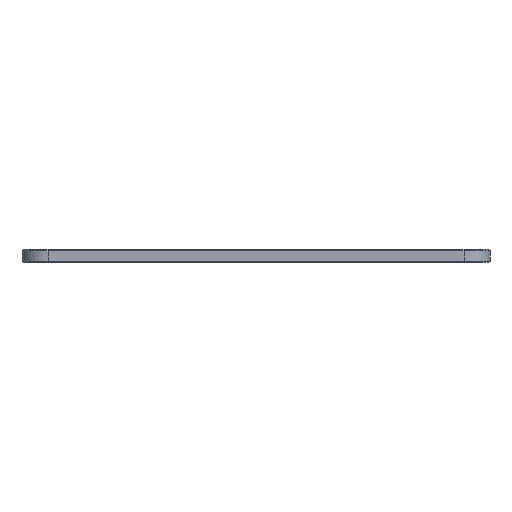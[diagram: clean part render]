
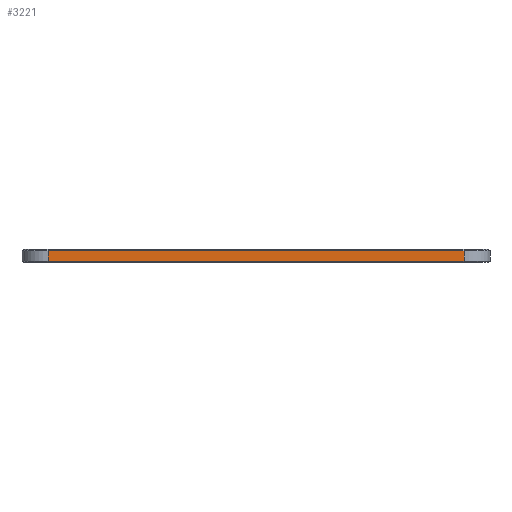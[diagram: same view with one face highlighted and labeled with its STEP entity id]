
A CAD part, front view. The second image highlights one B-rep face of the part: STEP entity #3221.
In plain terms, the highlighted planar face has unit normal (0, -1, 0).
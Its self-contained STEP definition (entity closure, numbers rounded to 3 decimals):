
#158 = PLANE('',#159);
#159 = AXIS2_PLACEMENT_3D('',#160,#161,#162);
#160 = CARTESIAN_POINT('',(0.,-6.1,0.15));
#161 = DIRECTION('',(0.,-0.707,-0.707));
#162 = DIRECTION('',(-1.,-0.,-0.));
#1251 = VERTEX_POINT('',#1252);
#1252 = CARTESIAN_POINT('',(100.,-6.25,0.3));
#1288 = CYLINDRICAL_SURFACE('',#1289,6.25);
#1289 = AXIS2_PLACEMENT_3D('',#1290,#1291,#1292);
#1290 = CARTESIAN_POINT('',(100.,0.,0.));
#1291 = DIRECTION('',(-0.,-0.,-1.));
#1292 = DIRECTION('',(1.,0.,0.));
#1360 = VERTEX_POINT('',#1361);
#1361 = CARTESIAN_POINT('',(0.,-6.25,0.3));
#1382 = EDGE_CURVE('',#1360,#1251,#1383,.T.);
#1383 = SURFACE_CURVE('',#1384,(#1388,#1395),.PCURVE_S1.);
#1384 = LINE('',#1385,#1386);
#1385 = CARTESIAN_POINT('',(0.,-6.25,0.3));
#1386 = VECTOR('',#1387,1.);
#1387 = DIRECTION('',(1.,0.,0.));
#1388 = PCURVE('',#158,#1389);
#1389 = DEFINITIONAL_REPRESENTATION('',(#1390),#1394);
#1390 = LINE('',#1391,#1392);
#1391 = CARTESIAN_POINT('',(-0.,-0.212));
#1392 = VECTOR('',#1393,1.);
#1393 = DIRECTION('',(-1.,0.));
#1394 = ( GEOMETRIC_REPRESENTATION_CONTEXT(2) 
PARAMETRIC_REPRESENTATION_CONTEXT() REPRESENTATION_CONTEXT('2D SPACE',''
  ) );
#1395 = PCURVE('',#1396,#1401);
#1396 = PLANE('',#1397);
#1397 = AXIS2_PLACEMENT_3D('',#1398,#1399,#1400);
#1398 = CARTESIAN_POINT('',(0.,-6.25,0.));
#1399 = DIRECTION('',(0.,1.,0.));
#1400 = DIRECTION('',(1.,0.,0.));
#1401 = DEFINITIONAL_REPRESENTATION('',(#1402),#1406);
#1402 = LINE('',#1403,#1404);
#1403 = CARTESIAN_POINT('',(0.,-0.3));
#1404 = VECTOR('',#1405,1.);
#1405 = DIRECTION('',(1.,0.));
#1406 = ( GEOMETRIC_REPRESENTATION_CONTEXT(2) 
PARAMETRIC_REPRESENTATION_CONTEXT() REPRESENTATION_CONTEXT('2D SPACE',''
  ) );
#1429 = CYLINDRICAL_SURFACE('',#1430,6.25);
#1430 = AXIS2_PLACEMENT_3D('',#1431,#1432,#1433);
#1431 = CARTESIAN_POINT('',(0.,0.,0.));
#1432 = DIRECTION('',(-0.,-0.,-1.));
#1433 = DIRECTION('',(1.,0.,0.));
#3116 = EDGE_CURVE('',#1251,#3117,#3119,.T.);
#3117 = VERTEX_POINT('',#3118);
#3118 = CARTESIAN_POINT('',(100.,-6.25,2.825));
#3119 = SURFACE_CURVE('',#3120,(#3124,#3131),.PCURVE_S1.);
#3120 = LINE('',#3121,#3122);
#3121 = CARTESIAN_POINT('',(100.,-6.25,0.));
#3122 = VECTOR('',#3123,1.);
#3123 = DIRECTION('',(0.,0.,1.));
#3124 = PCURVE('',#1288,#3125);
#3125 = DEFINITIONAL_REPRESENTATION('',(#3126),#3130);
#3126 = LINE('',#3127,#3128);
#3127 = CARTESIAN_POINT('',(-4.712,0.));
#3128 = VECTOR('',#3129,1.);
#3129 = DIRECTION('',(-0.,-1.));
#3130 = ( GEOMETRIC_REPRESENTATION_CONTEXT(2) 
PARAMETRIC_REPRESENTATION_CONTEXT() REPRESENTATION_CONTEXT('2D SPACE',''
  ) );
#3131 = PCURVE('',#1396,#3132);
#3132 = DEFINITIONAL_REPRESENTATION('',(#3133),#3137);
#3133 = LINE('',#3134,#3135);
#3134 = CARTESIAN_POINT('',(100.,0.));
#3135 = VECTOR('',#3136,1.);
#3136 = DIRECTION('',(0.,-1.));
#3137 = ( GEOMETRIC_REPRESENTATION_CONTEXT(2) 
PARAMETRIC_REPRESENTATION_CONTEXT() REPRESENTATION_CONTEXT('2D SPACE',''
  ) );
#3221 = ADVANCED_FACE('',(#3222),#1396,.F.);
#3222 = FACE_BOUND('',#3223,.F.);
#3223 = EDGE_LOOP('',(#3224,#3247,#3273,#3274));
#3224 = ORIENTED_EDGE('',*,*,#3225,.T.);
#3225 = EDGE_CURVE('',#1360,#3226,#3228,.T.);
#3226 = VERTEX_POINT('',#3227);
#3227 = CARTESIAN_POINT('',(0.,-6.25,2.825));
#3228 = SURFACE_CURVE('',#3229,(#3233,#3240),.PCURVE_S1.);
#3229 = LINE('',#3230,#3231);
#3230 = CARTESIAN_POINT('',(0.,-6.25,0.));
#3231 = VECTOR('',#3232,1.);
#3232 = DIRECTION('',(0.,0.,1.));
#3233 = PCURVE('',#1396,#3234);
#3234 = DEFINITIONAL_REPRESENTATION('',(#3235),#3239);
#3235 = LINE('',#3236,#3237);
#3236 = CARTESIAN_POINT('',(0.,0.));
#3237 = VECTOR('',#3238,1.);
#3238 = DIRECTION('',(0.,-1.));
#3239 = ( GEOMETRIC_REPRESENTATION_CONTEXT(2) 
PARAMETRIC_REPRESENTATION_CONTEXT() REPRESENTATION_CONTEXT('2D SPACE',''
  ) );
#3240 = PCURVE('',#1429,#3241);
#3241 = DEFINITIONAL_REPRESENTATION('',(#3242),#3246);
#3242 = LINE('',#3243,#3244);
#3243 = CARTESIAN_POINT('',(-4.712,0.));
#3244 = VECTOR('',#3245,1.);
#3245 = DIRECTION('',(-0.,-1.));
#3246 = ( GEOMETRIC_REPRESENTATION_CONTEXT(2) 
PARAMETRIC_REPRESENTATION_CONTEXT() REPRESENTATION_CONTEXT('2D SPACE',''
  ) );
#3247 = ORIENTED_EDGE('',*,*,#3248,.T.);
#3248 = EDGE_CURVE('',#3226,#3117,#3249,.T.);
#3249 = SURFACE_CURVE('',#3250,(#3254,#3261),.PCURVE_S1.);
#3250 = LINE('',#3251,#3252);
#3251 = CARTESIAN_POINT('',(0.,-6.25,2.825));
#3252 = VECTOR('',#3253,1.);
#3253 = DIRECTION('',(1.,0.,0.));
#3254 = PCURVE('',#1396,#3255);
#3255 = DEFINITIONAL_REPRESENTATION('',(#3256),#3260);
#3256 = LINE('',#3257,#3258);
#3257 = CARTESIAN_POINT('',(0.,-2.825));
#3258 = VECTOR('',#3259,1.);
#3259 = DIRECTION('',(1.,0.));
#3260 = ( GEOMETRIC_REPRESENTATION_CONTEXT(2) 
PARAMETRIC_REPRESENTATION_CONTEXT() REPRESENTATION_CONTEXT('2D SPACE',''
  ) );
#3261 = PCURVE('',#3262,#3267);
#3262 = PLANE('',#3263);
#3263 = AXIS2_PLACEMENT_3D('',#3264,#3265,#3266);
#3264 = CARTESIAN_POINT('',(0.,-6.1,2.975));
#3265 = DIRECTION('',(0.,0.707,-0.707));
#3266 = DIRECTION('',(-1.,-0.,-0.));
#3267 = DEFINITIONAL_REPRESENTATION('',(#3268),#3272);
#3268 = LINE('',#3269,#3270);
#3269 = CARTESIAN_POINT('',(-0.,-0.212));
#3270 = VECTOR('',#3271,1.);
#3271 = DIRECTION('',(-1.,0.));
#3272 = ( GEOMETRIC_REPRESENTATION_CONTEXT(2) 
PARAMETRIC_REPRESENTATION_CONTEXT() REPRESENTATION_CONTEXT('2D SPACE',''
  ) );
#3273 = ORIENTED_EDGE('',*,*,#3116,.F.);
#3274 = ORIENTED_EDGE('',*,*,#1382,.F.);
